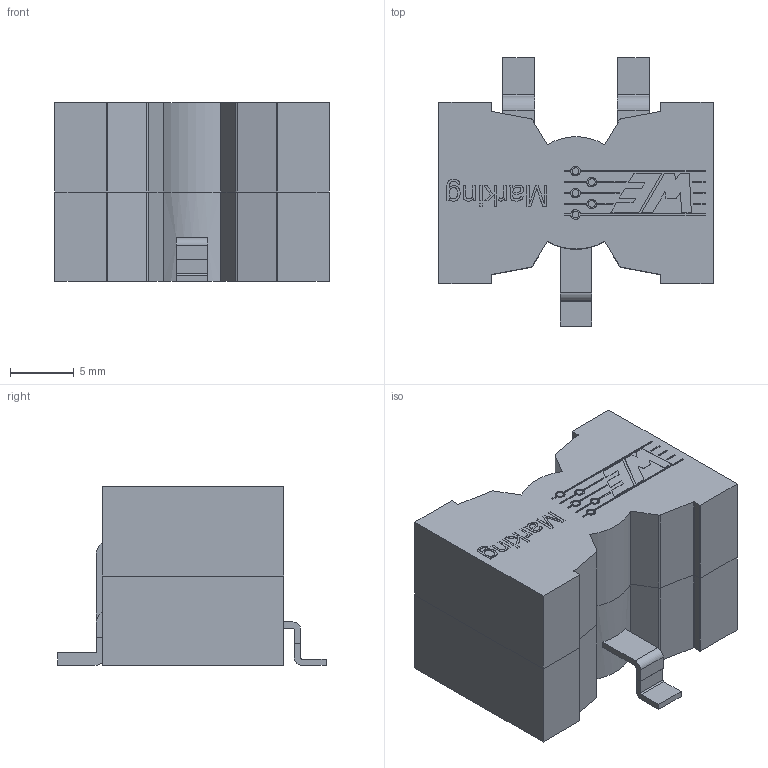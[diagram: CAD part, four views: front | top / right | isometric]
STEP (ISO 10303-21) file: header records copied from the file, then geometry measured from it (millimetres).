
FILE_DESCRIPTION(('FreeCAD Model'),'2;1');
FILE_NAME('Inductor_WE-HCF-2013.stp','2016-03-19T22:49:51',('Author'),(''), 'Open CASCADE STEP processor 6.8','FreeCAD','Unknown');
FILE_SCHEMA(('AUTOMOTIVE_DESIGN_CC2 { 1 2 10303 214 -1 1 5 4 }'));
Length unit declared in the file: millimetre
Products named in the file (3): Assem1; Assem002; Assem003
Bounding box: 21.5 x 21 x 14 mm (x, y, z)
Volume: 3649.5 mm3; surface area: 2375.1 mm2
Topology: 3 solids, 3 shells, 293 faces, 769 edges, 508 vertices
Faces by surface type: plane 221, cylinder 41, extrusion 31
Entity records: 28589 total; most frequent: CARTESIAN_POINT 13133, DIRECTION 2055, ORIENTED_EDGE 1538, PCURVE 1538, DEFINITIONAL_REPRESENTATION 1538, VECTOR 1289, LINE 1258, B_SPLINE_CURVE_WITH_KNOTS 912
